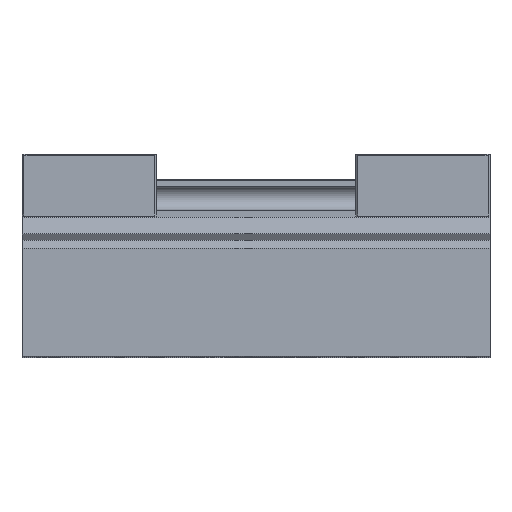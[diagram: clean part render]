
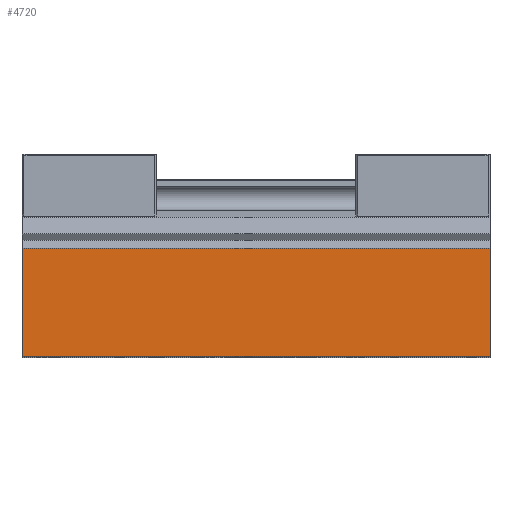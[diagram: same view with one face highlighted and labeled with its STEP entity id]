
A CAD part, top view. The second image highlights one B-rep face of the part: STEP entity #4720.
In plain terms, the highlighted planar face has unit normal (0, 0, 1).
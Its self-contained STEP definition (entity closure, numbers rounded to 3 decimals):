
#3886 = VERTEX_POINT( '', #8308 );
#4402 = EDGE_CURVE( '', #5198, #4410, #8891, .T. );
#4410 = VERTEX_POINT( '', #8899 );
#4556 = EDGE_CURVE( '', #4410, #5266, #9059, .T. );
#4720 = ADVANCED_FACE( '', ( #9244 ), #9245, .T. );
#5008 = EDGE_CURVE( '', #5198, #3886, #9567, .T. );
#5198 = VERTEX_POINT( '', #9775 );
#5266 = VERTEX_POINT( '', #9847 );
#5918 = EDGE_CURVE( '', #3886, #5266, #10576, .T. );
#8308 = CARTESIAN_POINT( '', ( -117.5, 54.745, 57.5 ) );
#8891 = LINE( '', #14517, #14518 );
#8899 = CARTESIAN_POINT( '', ( 117.5, 0.5, 57.5 ) );
#9059 = LINE( '', #14758, #14759 );
#9244 = FACE_OUTER_BOUND( '', #15010, .T. );
#9245 = PLANE( '', #15011 );
#9567 = LINE( '', #15457, #15458 );
#9775 = CARTESIAN_POINT( '', ( 117.5, 54.745, 57.5 ) );
#9847 = CARTESIAN_POINT( '', ( -117.5, 0.5, 57.5 ) );
#10576 = LINE( '', #16847, #16848 );
#14517 = CARTESIAN_POINT( '', ( 117.5, 54.745, 57.5 ) );
#14518 = VECTOR( '', #20353, 1. );
#14758 = CARTESIAN_POINT( '', ( 117.5, 0.5, 57.5 ) );
#14759 = VECTOR( '', #20527, 1. );
#15010 = EDGE_LOOP( '', ( #20742, #20743, #20744, #20745 ) );
#15011 = AXIS2_PLACEMENT_3D( '', #20746, #20747, #20748 );
#15457 = CARTESIAN_POINT( '', ( 117.5, 54.745, 57.5 ) );
#15458 = VECTOR( '', #21134, 1. );
#16847 = CARTESIAN_POINT( '', ( -117.5, 54.745, 57.5 ) );
#16848 = VECTOR( '', #22287, 1. );
#20353 = DIRECTION( '', ( 0., -1., 0. ) );
#20527 = DIRECTION( '', ( -1., 0., 0. ) );
#20742 = ORIENTED_EDGE( '', *, *, #5918, .T. );
#20743 = ORIENTED_EDGE( '', *, *, #4556, .F. );
#20744 = ORIENTED_EDGE( '', *, *, #4402, .F. );
#20745 = ORIENTED_EDGE( '', *, *, #5008, .T. );
#20746 = CARTESIAN_POINT( '', ( 117.5, 54.745, 57.5 ) );
#20747 = DIRECTION( '', ( 0., 0., 1. ) );
#20748 = DIRECTION( '', ( 0., 1., 0. ) );
#21134 = DIRECTION( '', ( -1., 0., 0. ) );
#22287 = DIRECTION( '', ( 0., -1., 0. ) );
